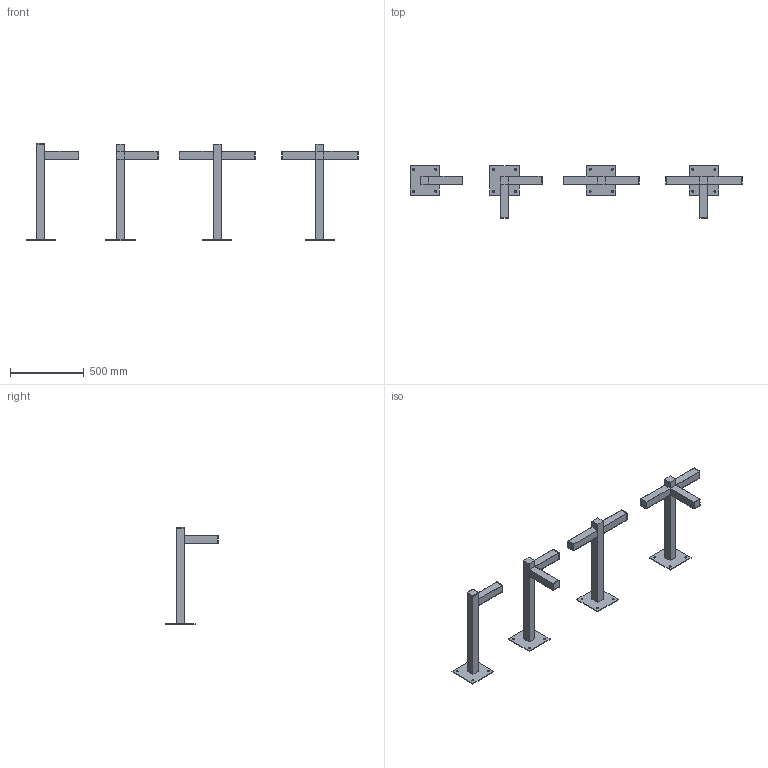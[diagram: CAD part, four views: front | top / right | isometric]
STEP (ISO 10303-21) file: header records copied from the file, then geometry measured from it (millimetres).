
FILE_DESCRIPTION(/* description */ (''),/* implementation_level */ '2;1');
FILE_NAME(/* name */ 'Walking Bollard 60',/* time_stamp */ '2021-11-22T14:17:38+01:00',/* author */ (''),/* organization */ (''),/* preprocessor_version */ 'ST-DEVELOPER v15',/* originating_system */ '',/* authorisation */ '');
FILE_SCHEMA (('AUTOMOTIVE_DESIGN'));
Length unit declared in the file: millimetre
Products named in the file (1): Document
Bounding box: 2253.98 x 359.13 x 661 mm (x, y, z)
Volume: 14248401.3 mm3; surface area: 1623105.3 mm2
Topology: 33 solids, 41 shells, 1059 faces, 2664 edges, 1604 vertices
Faces by surface type: bspline 576, plane 483
Entity records: 35702 total; most frequent: CARTESIAN_POINT 19967, ORIENTED_EDGE 5072, EDGE_CURVE 2540, VERTEX_POINT 1588, EDGE_LOOP 1156, B_SPLINE_CURVE_WITH_KNOTS 1150, ADVANCED_FACE 1059, FACE_OUTER_BOUND 1059
